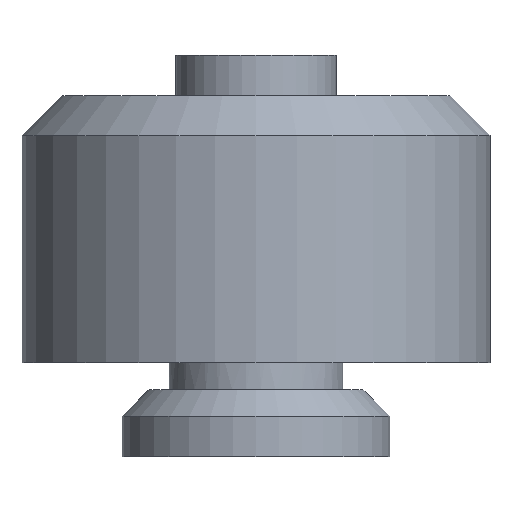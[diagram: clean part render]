
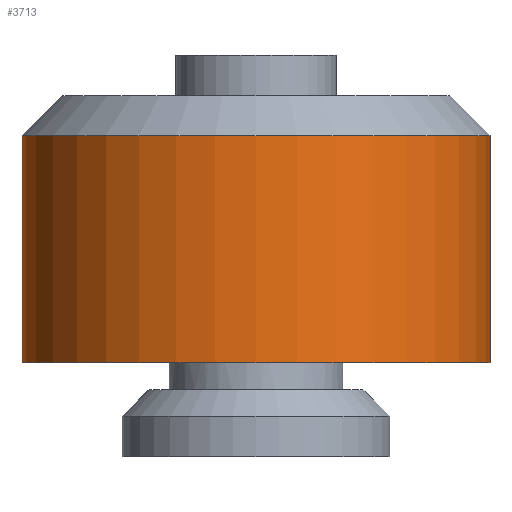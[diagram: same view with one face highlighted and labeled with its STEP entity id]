
A CAD part, front view. The second image highlights one B-rep face of the part: STEP entity #3713.
In plain terms, the highlighted cylindrical face has radius 17.5 mm (diameter 35 mm), a full revolution.
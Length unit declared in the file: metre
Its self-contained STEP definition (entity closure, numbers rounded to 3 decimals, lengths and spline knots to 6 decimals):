
#1657=ORIENTED_EDGE('',*,*,#2415,.T.);
#1658=ORIENTED_EDGE('',*,*,#2416,.F.);
#2415=EDGE_CURVE('',#2851,#2851,#3071,.T.);
#2416=EDGE_CURVE('',#2852,#2852,#3072,.T.);
#2851=VERTEX_POINT('',#5815);
#2852=VERTEX_POINT('',#5817);
#3071=CIRCLE('',#4008,0.0175);
#3072=CIRCLE('',#4009,0.0175);
#3247=EDGE_LOOP('',(#1657));
#3248=EDGE_LOOP('',(#1658));
#3477=FACE_BOUND('',#3247,.T.);
#3478=FACE_BOUND('',#3248,.T.);
#3593=CYLINDRICAL_SURFACE('',#4007,0.0175);
#3713=ADVANCED_FACE('',(#3477,#3478),#3593,.T.);
#4007=AXIS2_PLACEMENT_3D('',#5813,#4743,#4744);
#4008=AXIS2_PLACEMENT_3D('',#5814,#4745,#4746);
#4009=AXIS2_PLACEMENT_3D('',#5816,#4747,#4748);
#4743=DIRECTION('',(0.,0.,1.));
#4744=DIRECTION('',(1.,0.,0.));
#4745=DIRECTION('',(0.,0.,1.));
#4746=DIRECTION('',(1.,0.,0.));
#4747=DIRECTION('',(0.,0.,1.));
#4748=DIRECTION('',(1.,0.,0.));
#5813=CARTESIAN_POINT('',(0.,0.,-0.002));
#5814=CARTESIAN_POINT('',(0.,0.,0.001));
#5815=CARTESIAN_POINT('',(0.0175,0.,0.001));
#5816=CARTESIAN_POINT('',(0.,0.,0.018));
#5817=CARTESIAN_POINT('',(0.0175,0.,0.018));
